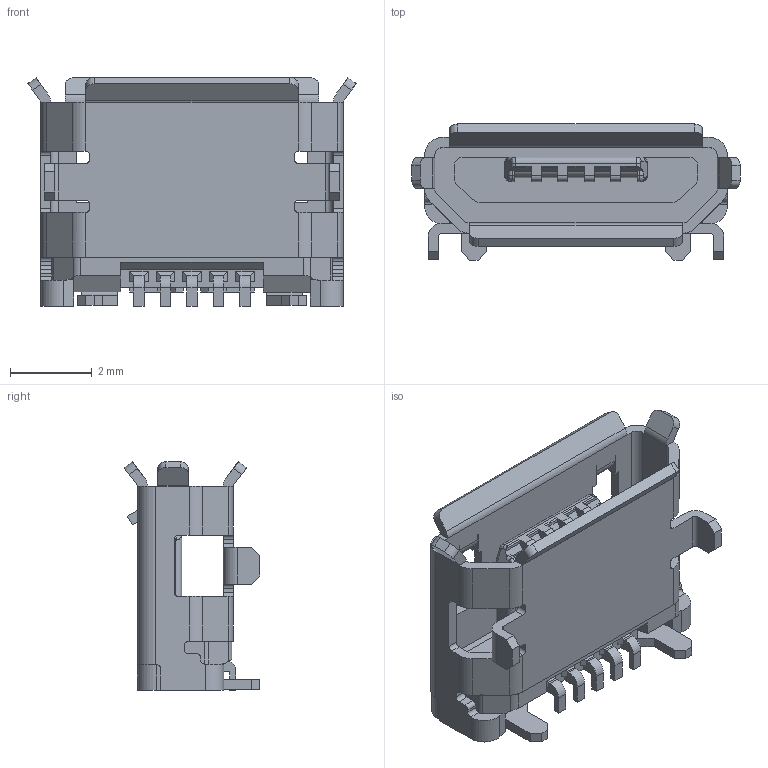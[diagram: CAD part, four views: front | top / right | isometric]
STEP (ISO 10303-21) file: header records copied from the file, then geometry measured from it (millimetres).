
FILE_DESCRIPTION(('FreeCAD Model'),'2;1');
FILE_NAME('miniusb.step', '2018-02-11T15:33:20',('Author'),(''), 'Open CASCADE STEP processor 6.8','FreeCAD','Unknown');
FILE_SCHEMA(('AUTOMOTIVE_DESIGN_CC2 { 1 2 10303 214 -1 1 5 4 }'));
Length unit declared in the file: millimetre
Products named in the file (2): ASSEMBLY; K3D-DX4R005JJ2-V3_JAE_Proprietary
Assembly tree (1 placements, depth 2):
  ASSEMBLY
    K3D-DX4R005JJ2-V3_JAE_Proprietary
Bounding box: 8.04 x 3.33 x 5.6 mm (x, y, z)
Volume: 39.4 mm3; surface area: 235.8 mm2
Topology: 1 solids, 1 shells, 438 faces, 1259 edges, 820 vertices
Faces by surface type: plane 302, cylinder 128, bspline 8
Entity records: 43342 total; most frequent: CARTESIAN_POINT 19321, DIRECTION 4188, LINE 2693, VECTOR 2693, ORIENTED_EDGE 2518, PCURVE 2518, DEFINITIONAL_REPRESENTATION 2518, EDGE_CURVE 1259
